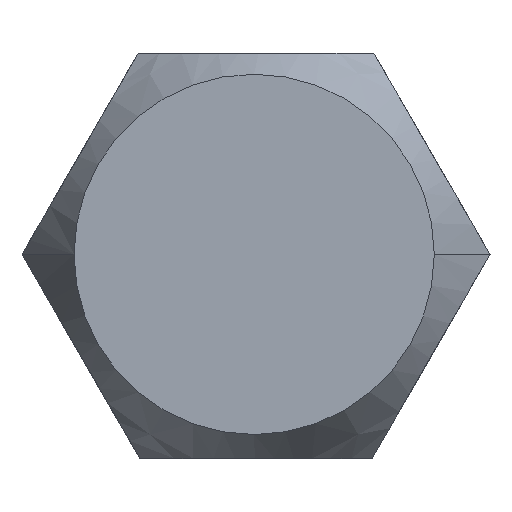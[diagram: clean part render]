
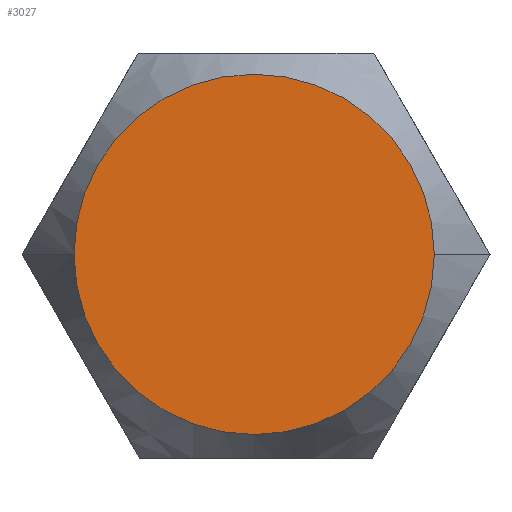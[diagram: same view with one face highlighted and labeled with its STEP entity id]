
A CAD part, front view. The second image highlights one B-rep face of the part: STEP entity #3027.
In plain terms, the highlighted planar face has unit normal (0, -1, 0).
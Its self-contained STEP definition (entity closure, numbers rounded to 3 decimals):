
#122 = DIRECTION ( 'NONE',  ( 0., 1., 0. ) ) ;
#213 = CARTESIAN_POINT ( 'NONE',  ( 0.029, 0., 6.3 ) ) ;
#243 = DIRECTION ( 'NONE',  ( -1., 0., 0. ) ) ;
#342 = VERTEX_POINT ( 'NONE', #1356 ) ;
#413 = VERTEX_POINT ( 'NONE', #2361 ) ;
#454 = DIRECTION ( 'NONE',  ( -1., 0., 0. ) ) ;
#540 = DIRECTION ( 'NONE',  ( 1., 0., 0. ) ) ;
#957 = CIRCLE ( 'NONE', #1607, 2.8 ) ;
#1018 = ORIENTED_EDGE ( 'NONE', *, *, #2148, .F. ) ;
#1356 = CARTESIAN_POINT ( 'NONE',  ( 2.8, 0., 0. ) ) ;
#1607 = AXIS2_PLACEMENT_3D ( 'NONE', #2003, #122, #454 ) ;
#2003 = CARTESIAN_POINT ( 'NONE',  ( 0., 0., 0. ) ) ;
#2148 = EDGE_CURVE ( 'NONE', #413, #342, #957, .T. ) ;
#2278 = AXIS2_PLACEMENT_3D ( 'NONE', #213, #2410, #540 ) ;
#2361 = CARTESIAN_POINT ( 'NONE',  ( -2.8, 0., 0. ) ) ;
#2410 = DIRECTION ( 'NONE',  ( 0., -1., 0. ) ) ;
#2463 = CIRCLE ( 'NONE', #2650, 2.8 ) ;
#2650 = AXIS2_PLACEMENT_3D ( 'NONE', #4072, #3117, #243 ) ;
#3027 = ADVANCED_FACE ( 'NONE', ( #3398 ), #3999, .T. ) ;
#3117 = DIRECTION ( 'NONE',  ( 0., 1., 0. ) ) ;
#3398 = FACE_OUTER_BOUND ( 'NONE', #3573, .T. ) ;
#3568 = ORIENTED_EDGE ( 'NONE', *, *, #3904, .F. ) ;
#3573 = EDGE_LOOP ( 'NONE', ( #1018, #3568 ) ) ;
#3904 = EDGE_CURVE ( 'NONE', #342, #413, #2463, .T. ) ;
#3999 = PLANE ( 'NONE',  #2278 ) ;
#4072 = CARTESIAN_POINT ( 'NONE',  ( 0., 0., 0. ) ) ;
